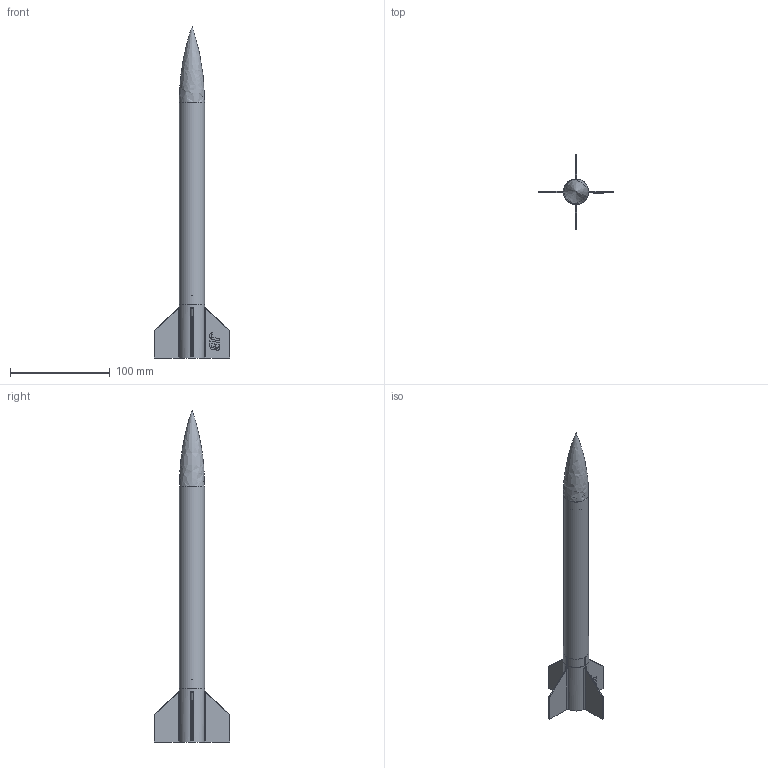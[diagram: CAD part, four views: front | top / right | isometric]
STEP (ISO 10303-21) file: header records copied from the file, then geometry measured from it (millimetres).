
FILE_DESCRIPTION(/* description */ (''),/* implementation_level */ '2;1');
FILE_NAME(/* name */ 'JoeBarbetta-BT50 Rocket All v1 v1.step',/* time_stamp */ '2023-05-20T11:45:39-04:00',/* author */ (''),/* organization */ (''),/* preprocessor_version */ 'ST-DEVELOPER v19.2',/* originating_system */ 'Autodesk Translation Framework v12.4.0.73',/* authorisation */ '');
FILE_SCHEMA (('AUTOMOTIVE_DESIGN { 1 0 10303 214 3 1 1 }'));
Length unit declared in the file: inch
Products named in the file (4): JoeBarbetta-BT50 Rocket All v1; JoeB_FinSet; JoeB_NoseCone; JoeB_BodyTube
Assembly tree (3 placements, depth 2):
  JoeBarbetta-BT50 Rocket All v1
    JoeB_FinSet
    JoeB_NoseCone
    JoeB_BodyTube
Bounding box: 75.62 x 75.62 x 332.74 mm (x, y, z)
Volume: 20035.6 mm3; surface area: 58939.9 mm2
Topology: 3 solids, 3 shells, 126 faces, 325 edges, 211 vertices
Faces by surface type: plane 57, bspline 42, cylinder 26, cone 1
Full cylindrical faces by diameter (mm): 22.098 x1, 22.784 x1, 24.13 x1, 24.663 x1, 25.324 x2
Entity records: 4574 total; most frequent: CARTESIAN_POINT 1592, ORIENTED_EDGE 646, DIRECTION 500, EDGE_CURVE 323, VERTEX_POINT 211, AXIS2_PLACEMENT_3D 173, LINE 154, VECTOR 154
